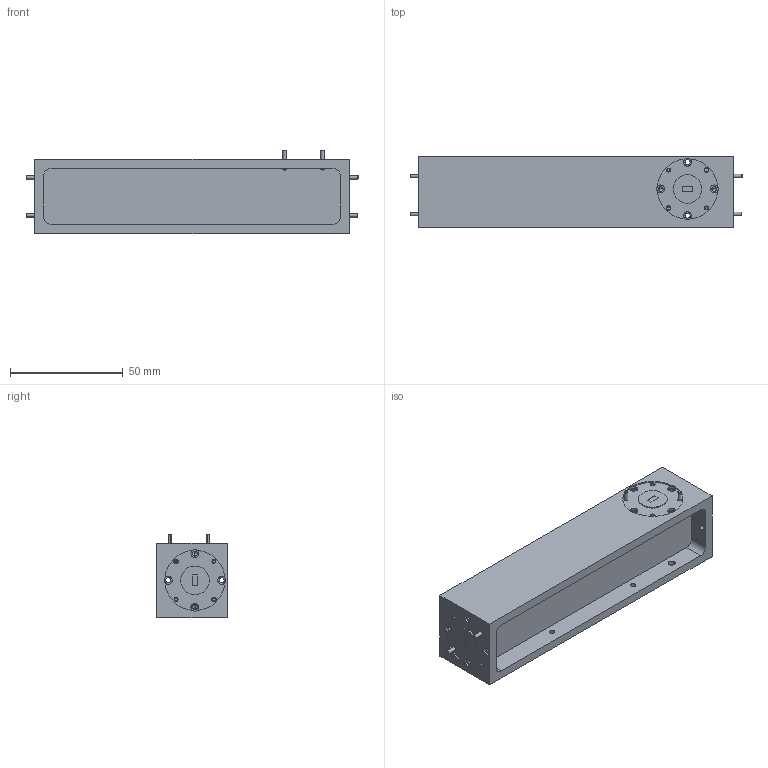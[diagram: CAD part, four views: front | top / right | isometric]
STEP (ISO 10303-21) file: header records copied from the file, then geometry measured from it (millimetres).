
FILE_DESCRIPTION (( 'STEP AP203' ), '1' );
FILE_NAME ('WD-SB-U-A.STEP', '2024-12-13T17:45:42', ( '' ), ( '' ), 'SwSTEP 2.0', 'SolidWorks 2021', '' );
FILE_SCHEMA (( 'CONFIG_CONTROL_DESIGN' ));
Length unit declared in the file: inch
Products named in the file (1): WD-SB-U-A
Bounding box: 147.45 x 31.19 x 36.89 mm (x, y, z)
Volume: 85671.5 mm3; surface area: 29359.7 mm2
Topology: 47 solids, 47 shells, 929 faces, 1930 edges, 1154 vertices
Faces by surface type: plane 361, cone 286, cylinder 282
Entity records: 25073 total; most frequent: CARTESIAN_POINT 4916, DIRECTION 4500, ORIENTED_EDGE 3836, EDGE_CURVE 1918, AXIS2_PLACEMENT_3D 1798, VERTEX_POINT 1154, EDGE_LOOP 1048, FACE_OUTER_BOUND 929
